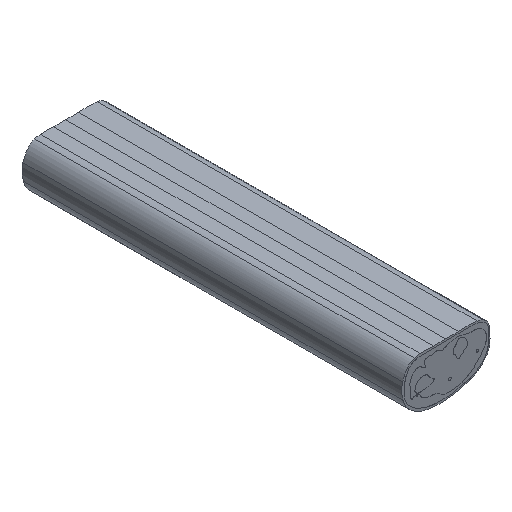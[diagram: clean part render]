
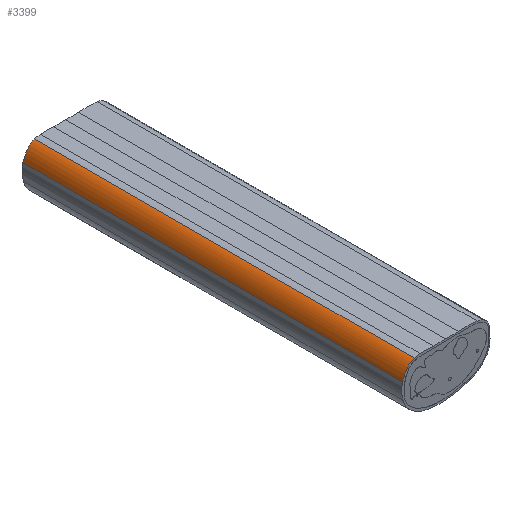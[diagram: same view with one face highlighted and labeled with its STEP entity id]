
A CAD part, isometric view. The second image highlights one B-rep face of the part: STEP entity #3399.
In plain terms, the highlighted free-form (B-spline) face has degree [3, 1] with [4, 2] control points.
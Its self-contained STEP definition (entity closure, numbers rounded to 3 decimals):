
#99=LINE('',#4704,#279);
#100=LINE('',#4718,#280);
#279=VECTOR('',#3670,10.);
#280=VECTOR('',#3671,10.);
#459=(
BOUNDED_SURFACE()
B_SPLINE_SURFACE(3,1,((#4705,#4706),(#4707,#4708),(#4709,#4710),(#4711,
#4712)),.UNSPECIFIED.,.F.,.F.,.F.)
B_SPLINE_SURFACE_WITH_KNOTS((4,4),(2,2),(0.,1.),(-15.,15.),
 .UNSPECIFIED.)
GEOMETRIC_REPRESENTATION_ITEM()
RATIONAL_B_SPLINE_SURFACE(((1.,1.),(1.,1.),(1.,1.),(1.,1.)))
REPRESENTATION_ITEM('')
SURFACE()
);
#645=FACE_OUTER_BOUND('',#846,.T.);
#846=EDGE_LOOP('',(#2467,#2468,#2469,#2470));
#1036=(
BOUNDED_CURVE()
B_SPLINE_CURVE(3,(#4006,#4007,#4008,#4009),.UNSPECIFIED.,.F.,.F.)
B_SPLINE_CURVE_WITH_KNOTS((4,4),(-1.,0.),.UNSPECIFIED.)
CURVE()
GEOMETRIC_REPRESENTATION_ITEM()
RATIONAL_B_SPLINE_CURVE((1.,1.,1.,1.))
REPRESENTATION_ITEM('')
);
#1102=(
BOUNDED_CURVE()
B_SPLINE_CURVE(3,(#4714,#4715,#4716,#4717),.UNSPECIFIED.,.F.,.F.)
B_SPLINE_CURVE_WITH_KNOTS((4,4),(0.,1.),.UNSPECIFIED.)
CURVE()
GEOMETRIC_REPRESENTATION_ITEM()
RATIONAL_B_SPLINE_CURVE((1.,1.,1.,1.))
REPRESENTATION_ITEM('')
);
#1378=VERTEX_POINT('',#4000);
#1379=VERTEX_POINT('',#4005);
#1444=VERTEX_POINT('',#4699);
#1445=VERTEX_POINT('',#4713);
#1738=EDGE_CURVE('',#1378,#1379,#1036,.T.);
#1845=EDGE_CURVE('',#1378,#1444,#99,.T.);
#1846=EDGE_CURVE('',#1445,#1444,#1102,.T.);
#1847=EDGE_CURVE('',#1379,#1445,#100,.T.);
#2467=ORIENTED_EDGE('',*,*,#1845,.T.);
#2468=ORIENTED_EDGE('',*,*,#1846,.F.);
#2469=ORIENTED_EDGE('',*,*,#1847,.F.);
#2470=ORIENTED_EDGE('',*,*,#1738,.F.);
#3399=ADVANCED_FACE('',(#645),#459,.T.);
#3670=DIRECTION('',(0.,1.,0.));
#3671=DIRECTION('',(0.,1.,0.));
#4000=CARTESIAN_POINT('',(-25.493,-150.,20.719));
#4005=CARTESIAN_POINT('',(-34.549,-150.,9.064));
#4006=CARTESIAN_POINT('Ctrl Pts',(-25.493,-150.,20.719));
#4007=CARTESIAN_POINT('Ctrl Pts',(-31.895,-150.,18.333));
#4008=CARTESIAN_POINT('Ctrl Pts',(-34.163,-150.,10.403));
#4009=CARTESIAN_POINT('Ctrl Pts',(-34.549,-150.,9.064));
#4699=CARTESIAN_POINT('',(-25.493,150.,20.719));
#4704=CARTESIAN_POINT('',(-25.493,0.,20.719));
#4705=CARTESIAN_POINT('Ctrl Pts',(-34.549,-150.,9.064));
#4706=CARTESIAN_POINT('Ctrl Pts',(-34.549,150.,9.064));
#4707=CARTESIAN_POINT('Ctrl Pts',(-34.163,-150.,10.403));
#4708=CARTESIAN_POINT('Ctrl Pts',(-34.163,150.,10.403));
#4709=CARTESIAN_POINT('Ctrl Pts',(-31.895,-150.,18.333));
#4710=CARTESIAN_POINT('Ctrl Pts',(-31.895,150.,18.333));
#4711=CARTESIAN_POINT('Ctrl Pts',(-25.493,-150.,20.719));
#4712=CARTESIAN_POINT('Ctrl Pts',(-25.493,150.,20.719));
#4713=CARTESIAN_POINT('',(-34.549,150.,9.064));
#4714=CARTESIAN_POINT('Ctrl Pts',(-34.549,150.,9.064));
#4715=CARTESIAN_POINT('Ctrl Pts',(-34.163,150.,10.403));
#4716=CARTESIAN_POINT('Ctrl Pts',(-31.895,150.,18.333));
#4717=CARTESIAN_POINT('Ctrl Pts',(-25.493,150.,20.719));
#4718=CARTESIAN_POINT('',(-34.549,0.,9.064));
